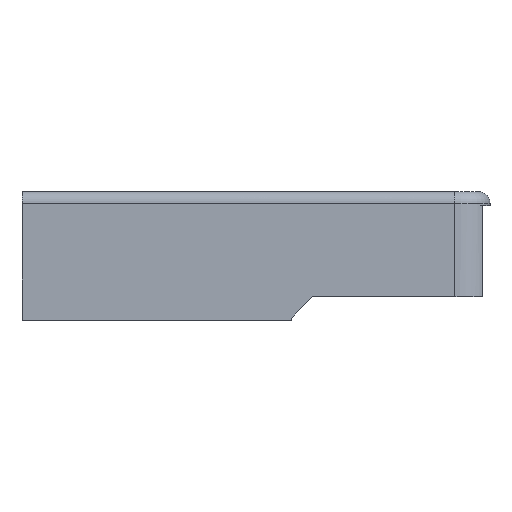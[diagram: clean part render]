
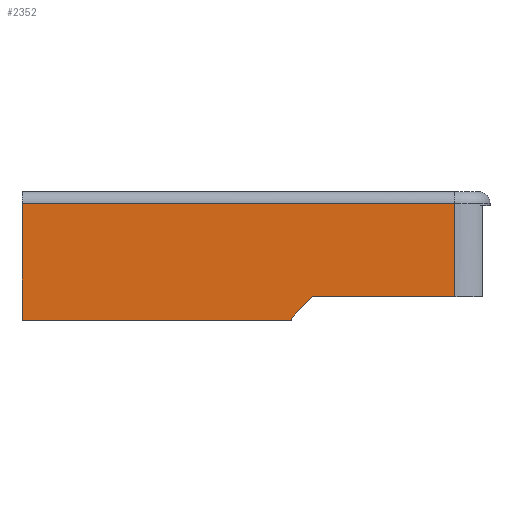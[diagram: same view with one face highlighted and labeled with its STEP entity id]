
A CAD part, left-side view. The second image highlights one B-rep face of the part: STEP entity #2352.
In plain terms, the highlighted planar face has unit normal (-1, 0, 0).
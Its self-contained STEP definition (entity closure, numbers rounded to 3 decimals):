
#128 = PLANE('',#129);
#129 = AXIS2_PLACEMENT_3D('',#130,#131,#132);
#130 = CARTESIAN_POINT('',(59.,0.,0.));
#131 = DIRECTION('',(0.,-1.,0.));
#132 = DIRECTION('',(-1.,0.,0.));
#156 = PLANE('',#157);
#157 = AXIS2_PLACEMENT_3D('',#158,#159,#160);
#158 = CARTESIAN_POINT('',(22.,11.5,0.));
#159 = DIRECTION('',(0.,0.,-1.));
#160 = DIRECTION('',(0.,1.,0.));
#184 = PLANE('',#185);
#185 = AXIS2_PLACEMENT_3D('',#186,#187,#188);
#186 = CARTESIAN_POINT('',(22.,23.,3.777));
#187 = DIRECTION('',(0.,1.,0.));
#188 = DIRECTION('',(0.,0.,1.));
#488 = EDGE_CURVE('',#489,#491,#493,.T.);
#489 = VERTEX_POINT('',#490);
#490 = CARTESIAN_POINT('',(-15.,23.,0.));
#491 = VERTEX_POINT('',#492);
#492 = CARTESIAN_POINT('',(-15.,23.,10.));
#493 = SURFACE_CURVE('',#494,(#498,#505),.PCURVE_S1.);
#494 = LINE('',#495,#496);
#495 = CARTESIAN_POINT('',(-15.,23.,0.));
#496 = VECTOR('',#497,1.);
#497 = DIRECTION('',(0.,0.,1.));
#498 = PCURVE('',#184,#499);
#499 = DEFINITIONAL_REPRESENTATION('',(#500),#504);
#500 = LINE('',#501,#502);
#501 = CARTESIAN_POINT('',(-3.777,-37.));
#502 = VECTOR('',#503,1.);
#503 = DIRECTION('',(1.,0.));
#504 = ( GEOMETRIC_REPRESENTATION_CONTEXT(2) 
PARAMETRIC_REPRESENTATION_CONTEXT() REPRESENTATION_CONTEXT('2D SPACE',''
  ) );
#505 = PCURVE('',#506,#511);
#506 = PLANE('',#507);
#507 = AXIS2_PLACEMENT_3D('',#508,#509,#510);
#508 = CARTESIAN_POINT('',(-15.,4.792,5.792));
#509 = DIRECTION('',(-1.,-0.,-0.));
#510 = DIRECTION('',(0.,-1.,0.));
#511 = DEFINITIONAL_REPRESENTATION('',(#512),#516);
#512 = LINE('',#513,#514);
#513 = CARTESIAN_POINT('',(-18.208,-5.792));
#514 = VECTOR('',#515,1.);
#515 = DIRECTION('',(0.,1.));
#516 = ( GEOMETRIC_REPRESENTATION_CONTEXT(2) 
PARAMETRIC_REPRESENTATION_CONTEXT() REPRESENTATION_CONTEXT('2D SPACE',''
  ) );
#535 = CYLINDRICAL_SURFACE('',#536,1.);
#536 = AXIS2_PLACEMENT_3D('',#537,#538,#539);
#537 = CARTESIAN_POINT('',(-14.,-14.,10.));
#538 = DIRECTION('',(0.,1.,0.));
#539 = DIRECTION('',(-1.,0.,0.));
#1042 = VERTEX_POINT('',#1043);
#1043 = CARTESIAN_POINT('',(-15.,0.,0.));
#1064 = EDGE_CURVE('',#1042,#489,#1065,.T.);
#1065 = SURFACE_CURVE('',#1066,(#1070,#1077),.PCURVE_S1.);
#1066 = LINE('',#1067,#1068);
#1067 = CARTESIAN_POINT('',(-15.,0.,0.));
#1068 = VECTOR('',#1069,1.);
#1069 = DIRECTION('',(0.,1.,0.));
#1070 = PCURVE('',#156,#1071);
#1071 = DEFINITIONAL_REPRESENTATION('',(#1072),#1076);
#1072 = LINE('',#1073,#1074);
#1073 = CARTESIAN_POINT('',(-11.5,-37.));
#1074 = VECTOR('',#1075,1.);
#1075 = DIRECTION('',(1.,0.));
#1076 = ( GEOMETRIC_REPRESENTATION_CONTEXT(2) 
PARAMETRIC_REPRESENTATION_CONTEXT() REPRESENTATION_CONTEXT('2D SPACE',''
  ) );
#1077 = PCURVE('',#506,#1078);
#1078 = DEFINITIONAL_REPRESENTATION('',(#1079),#1083);
#1079 = LINE('',#1080,#1081);
#1080 = CARTESIAN_POINT('',(4.792,-5.792));
#1081 = VECTOR('',#1082,1.);
#1082 = DIRECTION('',(-1.,0.));
#1083 = ( GEOMETRIC_REPRESENTATION_CONTEXT(2) 
PARAMETRIC_REPRESENTATION_CONTEXT() REPRESENTATION_CONTEXT('2D SPACE',''
  ) );
#1726 = VERTEX_POINT('',#1727);
#1727 = CARTESIAN_POINT('',(-15.,0.,0.2));
#1741 = PLANE('',#1742);
#1742 = AXIS2_PLACEMENT_3D('',#1743,#1744,#1745);
#1743 = CARTESIAN_POINT('',(-13.8,-0.9,1.1));
#1744 = DIRECTION('',(0.,0.707,0.707));
#1745 = DIRECTION('',(-1.,0.,0.));
#1753 = EDGE_CURVE('',#1042,#1726,#1754,.T.);
#1754 = SURFACE_CURVE('',#1755,(#1759,#1766),.PCURVE_S1.);
#1755 = LINE('',#1756,#1757);
#1756 = CARTESIAN_POINT('',(-15.,0.,0.));
#1757 = VECTOR('',#1758,1.);
#1758 = DIRECTION('',(0.,0.,1.));
#1759 = PCURVE('',#128,#1760);
#1760 = DEFINITIONAL_REPRESENTATION('',(#1761),#1765);
#1761 = LINE('',#1762,#1763);
#1762 = CARTESIAN_POINT('',(74.,0.));
#1763 = VECTOR('',#1764,1.);
#1764 = DIRECTION('',(0.,-1.));
#1765 = ( GEOMETRIC_REPRESENTATION_CONTEXT(2) 
PARAMETRIC_REPRESENTATION_CONTEXT() REPRESENTATION_CONTEXT('2D SPACE',''
  ) );
#1766 = PCURVE('',#506,#1767);
#1767 = DEFINITIONAL_REPRESENTATION('',(#1768),#1772);
#1768 = LINE('',#1769,#1770);
#1769 = CARTESIAN_POINT('',(4.792,-5.792));
#1770 = VECTOR('',#1771,1.);
#1771 = DIRECTION('',(0.,1.));
#1772 = ( GEOMETRIC_REPRESENTATION_CONTEXT(2) 
PARAMETRIC_REPRESENTATION_CONTEXT() REPRESENTATION_CONTEXT('2D SPACE',''
  ) );
#2352 = ADVANCED_FACE('',(#2353),#506,.T.);
#2353 = FACE_BOUND('',#2354,.T.);
#2354 = EDGE_LOOP('',(#2355,#2356,#2357,#2358,#2381,#2409,#2437));
#2355 = ORIENTED_EDGE('',*,*,#488,.F.);
#2356 = ORIENTED_EDGE('',*,*,#1064,.F.);
#2357 = ORIENTED_EDGE('',*,*,#1753,.T.);
#2358 = ORIENTED_EDGE('',*,*,#2359,.T.);
#2359 = EDGE_CURVE('',#1726,#2360,#2362,.T.);
#2360 = VERTEX_POINT('',#2361);
#2361 = CARTESIAN_POINT('',(-15.,-1.8,2.));
#2362 = SURFACE_CURVE('',#2363,(#2367,#2374),.PCURVE_S1.);
#2363 = LINE('',#2364,#2365);
#2364 = CARTESIAN_POINT('',(-15.,-0.65,0.85));
#2365 = VECTOR('',#2366,1.);
#2366 = DIRECTION('',(0.,-0.707,0.707));
#2367 = PCURVE('',#506,#2368);
#2368 = DEFINITIONAL_REPRESENTATION('',(#2369),#2373);
#2369 = LINE('',#2370,#2371);
#2370 = CARTESIAN_POINT('',(5.442,-4.942));
#2371 = VECTOR('',#2372,1.);
#2372 = DIRECTION('',(0.707,0.707));
#2373 = ( GEOMETRIC_REPRESENTATION_CONTEXT(2) 
PARAMETRIC_REPRESENTATION_CONTEXT() REPRESENTATION_CONTEXT('2D SPACE',''
  ) );
#2374 = PCURVE('',#1741,#2375);
#2375 = DEFINITIONAL_REPRESENTATION('',(#2376),#2380);
#2376 = LINE('',#2377,#2378);
#2377 = CARTESIAN_POINT('',(1.2,-0.354));
#2378 = VECTOR('',#2379,1.);
#2379 = DIRECTION('',(-0.,1.));
#2380 = ( GEOMETRIC_REPRESENTATION_CONTEXT(2) 
PARAMETRIC_REPRESENTATION_CONTEXT() REPRESENTATION_CONTEXT('2D SPACE',''
  ) );
#2381 = ORIENTED_EDGE('',*,*,#2382,.F.);
#2382 = EDGE_CURVE('',#2383,#2360,#2385,.T.);
#2383 = VERTEX_POINT('',#2384);
#2384 = CARTESIAN_POINT('',(-15.,-14.,2.));
#2385 = SURFACE_CURVE('',#2386,(#2390,#2397),.PCURVE_S1.);
#2386 = LINE('',#2387,#2388);
#2387 = CARTESIAN_POINT('',(-15.,-14.,2.));
#2388 = VECTOR('',#2389,1.);
#2389 = DIRECTION('',(0.,1.,0.));
#2390 = PCURVE('',#506,#2391);
#2391 = DEFINITIONAL_REPRESENTATION('',(#2392),#2396);
#2392 = LINE('',#2393,#2394);
#2393 = CARTESIAN_POINT('',(18.792,-3.792));
#2394 = VECTOR('',#2395,1.);
#2395 = DIRECTION('',(-1.,0.));
#2396 = ( GEOMETRIC_REPRESENTATION_CONTEXT(2) 
PARAMETRIC_REPRESENTATION_CONTEXT() REPRESENTATION_CONTEXT('2D SPACE',''
  ) );
#2397 = PCURVE('',#2398,#2403);
#2398 = PLANE('',#2399);
#2399 = AXIS2_PLACEMENT_3D('',#2400,#2401,#2402);
#2400 = CARTESIAN_POINT('',(-6.,3.487,2.));
#2401 = DIRECTION('',(0.,0.,-1.));
#2402 = DIRECTION('',(0.,1.,0.));
#2403 = DEFINITIONAL_REPRESENTATION('',(#2404),#2408);
#2404 = LINE('',#2405,#2406);
#2405 = CARTESIAN_POINT('',(-17.487,-9.));
#2406 = VECTOR('',#2407,1.);
#2407 = DIRECTION('',(1.,0.));
#2408 = ( GEOMETRIC_REPRESENTATION_CONTEXT(2) 
PARAMETRIC_REPRESENTATION_CONTEXT() REPRESENTATION_CONTEXT('2D SPACE',''
  ) );
#2409 = ORIENTED_EDGE('',*,*,#2410,.T.);
#2410 = EDGE_CURVE('',#2383,#2411,#2413,.T.);
#2411 = VERTEX_POINT('',#2412);
#2412 = CARTESIAN_POINT('',(-15.,-14.,10.));
#2413 = SURFACE_CURVE('',#2414,(#2418,#2425),.PCURVE_S1.);
#2414 = LINE('',#2415,#2416);
#2415 = CARTESIAN_POINT('',(-15.,-14.,2.));
#2416 = VECTOR('',#2417,1.);
#2417 = DIRECTION('',(0.,0.,1.));
#2418 = PCURVE('',#506,#2419);
#2419 = DEFINITIONAL_REPRESENTATION('',(#2420),#2424);
#2420 = LINE('',#2421,#2422);
#2421 = CARTESIAN_POINT('',(18.792,-3.792));
#2422 = VECTOR('',#2423,1.);
#2423 = DIRECTION('',(0.,1.));
#2424 = ( GEOMETRIC_REPRESENTATION_CONTEXT(2) 
PARAMETRIC_REPRESENTATION_CONTEXT() REPRESENTATION_CONTEXT('2D SPACE',''
  ) );
#2425 = PCURVE('',#2426,#2431);
#2426 = CYLINDRICAL_SURFACE('',#2427,3.);
#2427 = AXIS2_PLACEMENT_3D('',#2428,#2429,#2430);
#2428 = CARTESIAN_POINT('',(-12.,-14.,2.));
#2429 = DIRECTION('',(-0.,-0.,-1.));
#2430 = DIRECTION('',(1.,0.,0.));
#2431 = DEFINITIONAL_REPRESENTATION('',(#2432),#2436);
#2432 = LINE('',#2433,#2434);
#2433 = CARTESIAN_POINT('',(-3.142,0.));
#2434 = VECTOR('',#2435,1.);
#2435 = DIRECTION('',(-0.,-1.));
#2436 = ( GEOMETRIC_REPRESENTATION_CONTEXT(2) 
PARAMETRIC_REPRESENTATION_CONTEXT() REPRESENTATION_CONTEXT('2D SPACE',''
  ) );
#2437 = ORIENTED_EDGE('',*,*,#2438,.T.);
#2438 = EDGE_CURVE('',#2411,#491,#2439,.T.);
#2439 = SURFACE_CURVE('',#2440,(#2444,#2451),.PCURVE_S1.);
#2440 = LINE('',#2441,#2442);
#2441 = CARTESIAN_POINT('',(-15.,-14.,10.));
#2442 = VECTOR('',#2443,1.);
#2443 = DIRECTION('',(0.,1.,0.));
#2444 = PCURVE('',#506,#2445);
#2445 = DEFINITIONAL_REPRESENTATION('',(#2446),#2450);
#2446 = LINE('',#2447,#2448);
#2447 = CARTESIAN_POINT('',(18.792,4.208));
#2448 = VECTOR('',#2449,1.);
#2449 = DIRECTION('',(-1.,-0.));
#2450 = ( GEOMETRIC_REPRESENTATION_CONTEXT(2) 
PARAMETRIC_REPRESENTATION_CONTEXT() REPRESENTATION_CONTEXT('2D SPACE',''
  ) );
#2451 = PCURVE('',#535,#2452);
#2452 = DEFINITIONAL_REPRESENTATION('',(#2453),#2457);
#2453 = LINE('',#2454,#2455);
#2454 = CARTESIAN_POINT('',(0.,0.));
#2455 = VECTOR('',#2456,1.);
#2456 = DIRECTION('',(0.,1.));
#2457 = ( GEOMETRIC_REPRESENTATION_CONTEXT(2) 
PARAMETRIC_REPRESENTATION_CONTEXT() REPRESENTATION_CONTEXT('2D SPACE',''
  ) );
